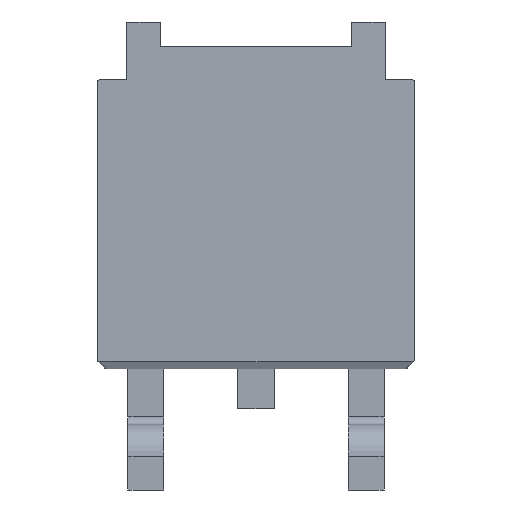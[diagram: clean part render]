
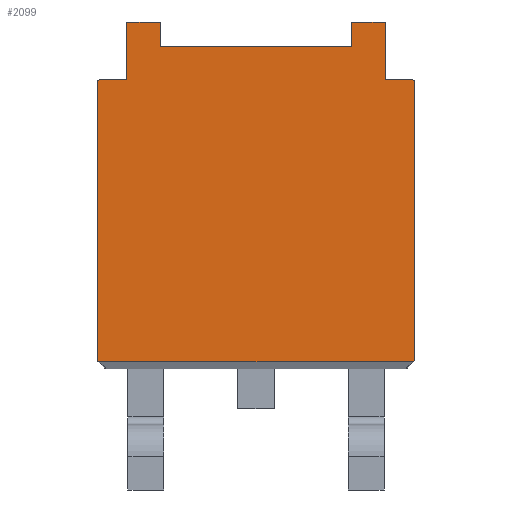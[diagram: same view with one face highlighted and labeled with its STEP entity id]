
A CAD part, front view. The second image highlights one B-rep face of the part: STEP entity #2099.
In plain terms, the highlighted planar face has unit normal (0, -1, 0).
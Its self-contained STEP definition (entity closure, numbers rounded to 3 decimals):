
#26 = VERTEX_POINT ( 'NONE', #536 ) ;
#29 = EDGE_CURVE ( 'NONE', #26, #31, #595, .T. ) ;
#31 = VERTEX_POINT ( 'NONE', #587 ) ;
#36 = VERTEX_POINT ( 'NONE', #581 ) ;
#39 = VERTEX_POINT ( 'NONE', #576 ) ;
#41 = EDGE_CURVE ( 'NONE', #39, #36, #715, .T. ) ;
#55 = VERTEX_POINT ( 'NONE', #770 ) ;
#57 = EDGE_CURVE ( 'NONE', #55, #58, #769, .T. ) ;
#58 = VERTEX_POINT ( 'NONE', #765 ) ;
#536 = CARTESIAN_POINT ( 'NONE',  ( -3.24, 0., 3.027 ) ) ;
#576 = CARTESIAN_POINT ( 'NONE',  ( -3.29, 0., -2.767 ) ) ;
#581 = CARTESIAN_POINT ( 'NONE',  ( -3.29, 0., 2.977 ) ) ;
#587 = CARTESIAN_POINT ( 'NONE',  ( -2.68, 0., 3.027 ) ) ;
#592 = DIRECTION ( 'NONE',  ( 1., 0., 0. ) ) ;
#593 = VECTOR ( 'NONE', #592, 1000. ) ;
#594 = CARTESIAN_POINT ( 'NONE',  ( -3.29, 0., 3.027 ) ) ;
#595 = LINE ( 'NONE', #594, #593 ) ;
#712 = DIRECTION ( 'NONE',  ( 0., 0., 1. ) ) ;
#713 = VECTOR ( 'NONE', #712, 1000. ) ;
#714 = CARTESIAN_POINT ( 'NONE',  ( -3.29, 0., -3.1 ) ) ;
#715 = LINE ( 'NONE', #714, #713 ) ;
#765 = CARTESIAN_POINT ( 'NONE',  ( 3.29, 0., -2.767 ) ) ;
#766 = DIRECTION ( 'NONE',  ( 0., 0., -1. ) ) ;
#767 = VECTOR ( 'NONE', #766, 1000. ) ;
#768 = CARTESIAN_POINT ( 'NONE',  ( 3.29, 0., -3.1 ) ) ;
#769 = LINE ( 'NONE', #768, #767 ) ;
#770 = CARTESIAN_POINT ( 'NONE',  ( 3.29, 0., 2.977 ) ) ;
#1974 = EDGE_CURVE ( 'NONE', #2114, #2112, #2509, .T. ) ;
#1975 = ORIENTED_EDGE ( 'NONE', *, *, #1976, .F. ) ;
#1976 = EDGE_CURVE ( 'NONE', #1977, #2114, #2505, .T. ) ;
#1977 = VERTEX_POINT ( 'NONE', #2501 ) ;
#1980 = ORIENTED_EDGE ( 'NONE', *, *, #1981, .F. ) ;
#1981 = EDGE_CURVE ( 'NONE', #1982, #1977, #2500, .T. ) ;
#1982 = VERTEX_POINT ( 'NONE', #2547 ) ;
#1983 = ORIENTED_EDGE ( 'NONE', *, *, #1984, .F. ) ;
#1984 = EDGE_CURVE ( 'NONE', #31, #1982, #2545, .T. ) ;
#1990 = ORIENTED_EDGE ( 'NONE', *, *, #1991, .T. ) ;
#1991 = EDGE_CURVE ( 'NONE', #2107, #1992, #2482, .T. ) ;
#1992 = VERTEX_POINT ( 'NONE', #2478 ) ;
#1993 = ORIENTED_EDGE ( 'NONE', *, *, #1994, .T. ) ;
#1994 = EDGE_CURVE ( 'NONE', #1992, #58, #2477, .T. ) ;
#1995 = ORIENTED_EDGE ( 'NONE', *, *, #57, .F. ) ;
#1996 = ORIENTED_EDGE ( 'NONE', *, *, #1997, .T. ) ;
#1997 = EDGE_CURVE ( 'NONE', #55, #2152, #2472, .T. ) ;
#1998 = ORIENTED_EDGE ( 'NONE', *, *, #2013, .F. ) ;
#1999 = ORIENTED_EDGE ( 'NONE', *, *, #2000, .F. ) ;
#2000 = EDGE_CURVE ( 'NONE', #2001, #2011, #2601, .T. ) ;
#2001 = VERTEX_POINT ( 'NONE', #2597 ) ;
#2002 = ORIENTED_EDGE ( 'NONE', *, *, #2108, .F. ) ;
#2011 = VERTEX_POINT ( 'NONE', #2582 ) ;
#2013 = EDGE_CURVE ( 'NONE', #2011, #2152, #2581, .T. ) ;
#2099 = ADVANCED_FACE ( 'NONE', ( #2770 ), #2732, .F. ) ;
#2100 = EDGE_LOOP ( 'NONE', ( #2101, #2102, #2104, #2105, #1990, #1993, #1995, #1996, #1998, #1999, #2002, #2110, #2113, #1975, #1980, #1983 ) ) ;
#2101 = ORIENTED_EDGE ( 'NONE', *, *, #29, .F. ) ;
#2102 = ORIENTED_EDGE ( 'NONE', *, *, #2103, .T. ) ;
#2103 = EDGE_CURVE ( 'NONE', #26, #36, #2727, .T. ) ;
#2104 = ORIENTED_EDGE ( 'NONE', *, *, #41, .F. ) ;
#2105 = ORIENTED_EDGE ( 'NONE', *, *, #2106, .T. ) ;
#2106 = EDGE_CURVE ( 'NONE', #39, #2107, #2794, .T. ) ;
#2107 = VERTEX_POINT ( 'NONE', #2796 ) ;
#2108 = EDGE_CURVE ( 'NONE', #2109, #2001, #2795, .T. ) ;
#2109 = VERTEX_POINT ( 'NONE', #2786 ) ;
#2110 = ORIENTED_EDGE ( 'NONE', *, *, #2111, .F. ) ;
#2111 = EDGE_CURVE ( 'NONE', #2112, #2109, #2785, .T. ) ;
#2112 = VERTEX_POINT ( 'NONE', #2781 ) ;
#2113 = ORIENTED_EDGE ( 'NONE', *, *, #1974, .F. ) ;
#2114 = VERTEX_POINT ( 'NONE', #2780 ) ;
#2152 = VERTEX_POINT ( 'NONE', #2840 ) ;
#2472 =( BOUNDED_CURVE ( )  B_SPLINE_CURVE ( 3, ( #2605, #2604, #2603, #2602 ),
 .UNSPECIFIED., .F., .T. ) 
 B_SPLINE_CURVE_WITH_KNOTS ( ( 4, 4 ),
 ( 3.142, 4.712 ),
 .UNSPECIFIED. ) 
 CURVE ( )  GEOMETRIC_REPRESENTATION_ITEM ( )  RATIONAL_B_SPLINE_CURVE ( ( 1., 0.805, 0.805, 1. ) ) 
 REPRESENTATION_ITEM ( '' )  );
#2473 = CARTESIAN_POINT ( 'NONE',  ( 3.29, 0., -2.767 ) ) ;
#2474 = CARTESIAN_POINT ( 'NONE',  ( 3.29, 0., -2.797 ) ) ;
#2475 = CARTESIAN_POINT ( 'NONE',  ( 3.269, 0., -2.819 ) ) ;
#2476 = CARTESIAN_POINT ( 'NONE',  ( 3.239, 0., -2.819 ) ) ;
#2477 =( BOUNDED_CURVE ( )  B_SPLINE_CURVE ( 3, ( #2476, #2475, #2474, #2473 ),
 .UNSPECIFIED., .F., .T. ) 
 B_SPLINE_CURVE_WITH_KNOTS ( ( 4, 4 ),
 ( 3.917, 5.507 ),
 .UNSPECIFIED. ) 
 CURVE ( )  GEOMETRIC_REPRESENTATION_ITEM ( )  RATIONAL_B_SPLINE_CURVE ( ( 1., 0.8, 0.8, 1. ) ) 
 REPRESENTATION_ITEM ( '' )  );
#2478 = CARTESIAN_POINT ( 'NONE',  ( 3.239, 0., -2.819 ) ) ;
#2479 = DIRECTION ( 'NONE',  ( 1., 0., 0. ) ) ;
#2480 = VECTOR ( 'NONE', #2479, 1000. ) ;
#2481 = CARTESIAN_POINT ( 'NONE',  ( -3.29, 0., -2.819 ) ) ;
#2482 = LINE ( 'NONE', #2481, #2480 ) ;
#2498 = VECTOR ( 'NONE', #2548, 1000. ) ;
#2499 = CARTESIAN_POINT ( 'NONE',  ( -1.98, 0., 4.227 ) ) ;
#2500 = LINE ( 'NONE', #2499, #2498 ) ;
#2501 = CARTESIAN_POINT ( 'NONE',  ( -1.98, 0., 4.227 ) ) ;
#2502 = DIRECTION ( 'NONE',  ( 0., 0., -1. ) ) ;
#2503 = VECTOR ( 'NONE', #2502, 1000. ) ;
#2504 = CARTESIAN_POINT ( 'NONE',  ( -1.98, 0., 4.227 ) ) ;
#2505 = LINE ( 'NONE', #2504, #2503 ) ;
#2506 = DIRECTION ( 'NONE',  ( 1., 0., 0. ) ) ;
#2507 = VECTOR ( 'NONE', #2506, 1000. ) ;
#2508 = CARTESIAN_POINT ( 'NONE',  ( -1.98, 0., 3.727 ) ) ;
#2509 = LINE ( 'NONE', #2508, #2507 ) ;
#2542 = DIRECTION ( 'NONE',  ( 0., 0., 1. ) ) ;
#2543 = VECTOR ( 'NONE', #2542, 1000. ) ;
#2544 = CARTESIAN_POINT ( 'NONE',  ( -2.68, 0., 4.227 ) ) ;
#2545 = LINE ( 'NONE', #2544, #2543 ) ;
#2547 = CARTESIAN_POINT ( 'NONE',  ( -2.68, 0., 4.227 ) ) ;
#2548 = DIRECTION ( 'NONE',  ( 1., 0., 0. ) ) ;
#2578 = DIRECTION ( 'NONE',  ( 1., 0., 0. ) ) ;
#2579 = VECTOR ( 'NONE', #2578, 1000. ) ;
#2580 = CARTESIAN_POINT ( 'NONE',  ( -3.29, 0., 3.027 ) ) ;
#2581 = LINE ( 'NONE', #2580, #2579 ) ;
#2582 = CARTESIAN_POINT ( 'NONE',  ( 2.68, 0., 3.027 ) ) ;
#2597 = CARTESIAN_POINT ( 'NONE',  ( 2.68, 0., 4.227 ) ) ;
#2598 = DIRECTION ( 'NONE',  ( 0., 0., -1. ) ) ;
#2599 = VECTOR ( 'NONE', #2598, 1000. ) ;
#2600 = CARTESIAN_POINT ( 'NONE',  ( 2.68, 0., 4.227 ) ) ;
#2601 = LINE ( 'NONE', #2600, #2599 ) ;
#2602 = CARTESIAN_POINT ( 'NONE',  ( 3.24, 0., 3.027 ) ) ;
#2603 = CARTESIAN_POINT ( 'NONE',  ( 3.269, 0., 3.027 ) ) ;
#2604 = CARTESIAN_POINT ( 'NONE',  ( 3.29, 0., 3.006 ) ) ;
#2605 = CARTESIAN_POINT ( 'NONE',  ( 3.29, 0., 2.977 ) ) ;
#2723 = CARTESIAN_POINT ( 'NONE',  ( -3.29, 0., 2.977 ) ) ;
#2724 = CARTESIAN_POINT ( 'NONE',  ( -3.29, 0., 3.006 ) ) ;
#2725 = CARTESIAN_POINT ( 'NONE',  ( -3.269, 0., 3.027 ) ) ;
#2726 = CARTESIAN_POINT ( 'NONE',  ( -3.24, 0., 3.027 ) ) ;
#2727 =( BOUNDED_CURVE ( )  B_SPLINE_CURVE ( 3, ( #2726, #2725, #2724, #2723 ),
 .UNSPECIFIED., .F., .T. ) 
 B_SPLINE_CURVE_WITH_KNOTS ( ( 4, 4 ),
 ( 4.712, 6.283 ),
 .UNSPECIFIED. ) 
 CURVE ( )  GEOMETRIC_REPRESENTATION_ITEM ( )  RATIONAL_B_SPLINE_CURVE ( ( 1., 0.805, 0.805, 1. ) ) 
 REPRESENTATION_ITEM ( '' )  );
#2728 = DIRECTION ( 'NONE',  ( 0., 0., 1. ) ) ;
#2729 = DIRECTION ( 'NONE',  ( 0., 1., 0. ) ) ;
#2730 = CARTESIAN_POINT ( 'NONE',  ( -3.29, 0., 3.1 ) ) ;
#2731 = AXIS2_PLACEMENT_3D ( 'NONE', #2730, #2729, #2728 ) ;
#2732 = PLANE ( 'NONE',  #2731 ) ;
#2770 = FACE_OUTER_BOUND ( 'NONE', #2100, .T. ) ;
#2780 = CARTESIAN_POINT ( 'NONE',  ( -1.98, 0., 3.727 ) ) ;
#2781 = CARTESIAN_POINT ( 'NONE',  ( 1.98, 0., 3.727 ) ) ;
#2782 = DIRECTION ( 'NONE',  ( 0., 0., 1. ) ) ;
#2783 = VECTOR ( 'NONE', #2782, 1000. ) ;
#2784 = CARTESIAN_POINT ( 'NONE',  ( 1.98, 0., 4.227 ) ) ;
#2785 = LINE ( 'NONE', #2784, #2783 ) ;
#2786 = CARTESIAN_POINT ( 'NONE',  ( 1.98, 0., 4.227 ) ) ;
#2787 = DIRECTION ( 'NONE',  ( 1., 0., 0. ) ) ;
#2788 = VECTOR ( 'NONE', #2787, 1000. ) ;
#2789 = CARTESIAN_POINT ( 'NONE',  ( 2.68, 0., 4.227 ) ) ;
#2790 = CARTESIAN_POINT ( 'NONE',  ( -3.239, 0., -2.819 ) ) ;
#2791 = CARTESIAN_POINT ( 'NONE',  ( -3.269, 0., -2.819 ) ) ;
#2792 = CARTESIAN_POINT ( 'NONE',  ( -3.29, 0., -2.797 ) ) ;
#2793 = CARTESIAN_POINT ( 'NONE',  ( -3.29, 0., -2.767 ) ) ;
#2794 =( BOUNDED_CURVE ( )  B_SPLINE_CURVE ( 3, ( #2793, #2792, #2791, #2790 ),
 .UNSPECIFIED., .F., .T. ) 
 B_SPLINE_CURVE_WITH_KNOTS ( ( 4, 4 ),
 ( 3.917, 5.507 ),
 .UNSPECIFIED. ) 
 CURVE ( )  GEOMETRIC_REPRESENTATION_ITEM ( )  RATIONAL_B_SPLINE_CURVE ( ( 1., 0.8, 0.8, 1. ) ) 
 REPRESENTATION_ITEM ( '' )  );
#2795 = LINE ( 'NONE', #2789, #2788 ) ;
#2796 = CARTESIAN_POINT ( 'NONE',  ( -3.239, 0., -2.819 ) ) ;
#2840 = CARTESIAN_POINT ( 'NONE',  ( 3.24, 0., 3.027 ) ) ;
